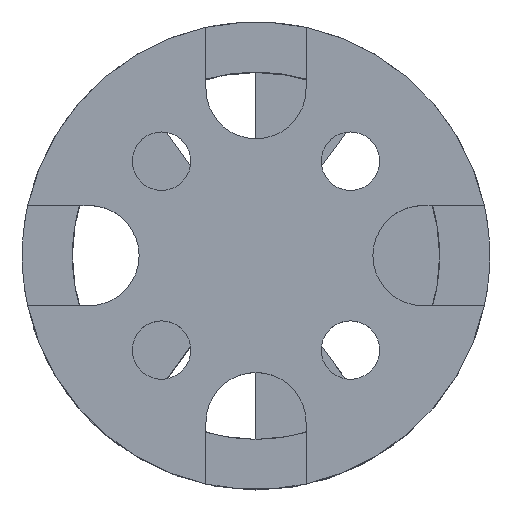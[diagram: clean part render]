
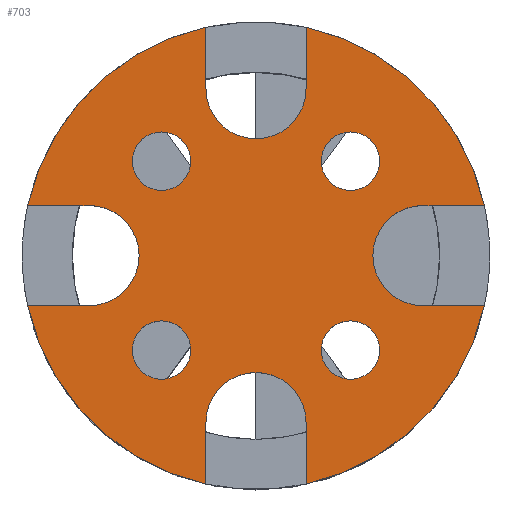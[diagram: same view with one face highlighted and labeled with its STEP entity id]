
A CAD part, top view. The second image highlights one B-rep face of the part: STEP entity #703.
In plain terms, the highlighted planar face has unit normal (0, 0, 1).
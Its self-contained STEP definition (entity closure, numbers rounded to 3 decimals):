
#5=DIRECTION('',(0.,-1.,0.));
#6=VECTOR('',#5,3.675);
#7=CARTESIAN_POINT('',(3.,-10.,5.));
#8=LINE('',#7,#6);
#9=CARTESIAN_POINT('',(0.,-10.,5.));
#10=DIRECTION('',(0.,0.,-1.));
#11=DIRECTION('',(-1.,0.,0.));
#12=AXIS2_PLACEMENT_3D('',#9,#10,#11);
#14=DIRECTION('',(0.,1.,0.));
#15=VECTOR('',#14,3.675);
#16=CARTESIAN_POINT('',(-3.,-13.675,5.));
#17=LINE('',#16,#15);
#18=CARTESIAN_POINT('',(0.,0.,5.));
#19=DIRECTION('',(0.,0.,1.));
#20=DIRECTION('',(-0.977,-0.214,0.));
#21=AXIS2_PLACEMENT_3D('',#18,#19,#20);
#23=DIRECTION('',(-1.,0.,0.));
#24=VECTOR('',#23,3.675);
#25=CARTESIAN_POINT('',(-10.,-3.,5.));
#26=LINE('',#25,#24);
#27=CARTESIAN_POINT('',(-10.,0.,5.));
#28=DIRECTION('',(0.,0.,-1.));
#29=DIRECTION('',(0.,1.,0.));
#30=AXIS2_PLACEMENT_3D('',#27,#28,#29);
#32=DIRECTION('',(1.,0.,0.));
#33=VECTOR('',#32,3.675);
#34=CARTESIAN_POINT('',(-13.675,3.,5.));
#35=LINE('',#34,#33);
#36=CARTESIAN_POINT('',(0.,0.,5.));
#37=DIRECTION('',(0.,0.,1.));
#38=DIRECTION('',(-0.214,0.977,0.));
#39=AXIS2_PLACEMENT_3D('',#36,#37,#38);
#41=DIRECTION('',(0.,-1.,0.));
#42=VECTOR('',#41,3.675);
#43=CARTESIAN_POINT('',(-3.,13.675,5.));
#44=LINE('',#43,#42);
#45=CARTESIAN_POINT('',(0.,10.,5.));
#46=DIRECTION('',(0.,0.,1.));
#47=DIRECTION('',(-1.,0.,0.));
#48=AXIS2_PLACEMENT_3D('',#45,#46,#47);
#50=DIRECTION('',(0.,1.,0.));
#51=VECTOR('',#50,3.675);
#52=CARTESIAN_POINT('',(3.,10.,5.));
#53=LINE('',#52,#51);
#54=CARTESIAN_POINT('',(0.,0.,5.));
#55=DIRECTION('',(0.,0.,1.));
#56=DIRECTION('',(0.977,0.214,0.));
#57=AXIS2_PLACEMENT_3D('',#54,#55,#56);
#59=DIRECTION('',(-1.,0.,0.));
#60=VECTOR('',#59,3.675);
#61=CARTESIAN_POINT('',(13.675,3.,5.));
#62=LINE('',#61,#60);
#63=CARTESIAN_POINT('',(10.,0.,5.));
#64=DIRECTION('',(0.,0.,1.));
#65=DIRECTION('',(0.,1.,0.));
#66=AXIS2_PLACEMENT_3D('',#63,#64,#65);
#68=DIRECTION('',(1.,0.,0.));
#69=VECTOR('',#68,3.675);
#70=CARTESIAN_POINT('',(10.,-3.,5.));
#71=LINE('',#70,#69);
#72=CARTESIAN_POINT('',(0.,0.,5.));
#73=DIRECTION('',(0.,0.,1.));
#74=DIRECTION('',(0.214,-0.977,0.));
#75=AXIS2_PLACEMENT_3D('',#72,#73,#74);
#77=CARTESIAN_POINT('',(-5.657,5.657,5.));
#78=DIRECTION('',(0.,0.,1.));
#79=DIRECTION('',(1.,0.,0.));
#80=AXIS2_PLACEMENT_3D('',#77,#78,#79);
#82=CARTESIAN_POINT('',(-5.657,5.657,5.));
#83=DIRECTION('',(0.,0.,1.));
#84=DIRECTION('',(-1.,0.,0.));
#85=AXIS2_PLACEMENT_3D('',#82,#83,#84);
#87=CARTESIAN_POINT('',(5.657,-5.657,5.));
#88=DIRECTION('',(0.,0.,1.));
#89=DIRECTION('',(1.,0.,0.));
#90=AXIS2_PLACEMENT_3D('',#87,#88,#89);
#92=CARTESIAN_POINT('',(5.657,-5.657,5.));
#93=DIRECTION('',(0.,0.,1.));
#94=DIRECTION('',(-1.,0.,0.));
#95=AXIS2_PLACEMENT_3D('',#92,#93,#94);
#97=CARTESIAN_POINT('',(-5.657,-5.657,5.));
#98=DIRECTION('',(0.,0.,-1.));
#99=DIRECTION('',(1.,0.,0.));
#100=AXIS2_PLACEMENT_3D('',#97,#98,#99);
#102=CARTESIAN_POINT('',(-5.657,-5.657,5.));
#103=DIRECTION('',(0.,0.,-1.));
#104=DIRECTION('',(-1.,0.,0.));
#105=AXIS2_PLACEMENT_3D('',#102,#103,#104);
#107=CARTESIAN_POINT('',(5.657,5.657,5.));
#108=DIRECTION('',(0.,0.,-1.));
#109=DIRECTION('',(1.,0.,0.));
#110=AXIS2_PLACEMENT_3D('',#107,#108,#109);
#112=CARTESIAN_POINT('',(5.657,5.657,5.));
#113=DIRECTION('',(0.,0.,-1.));
#114=DIRECTION('',(-1.,0.,0.));
#115=AXIS2_PLACEMENT_3D('',#112,#113,#114);
#489=CARTESIAN_POINT('',(10.,3.,5.));
#490=CARTESIAN_POINT('',(10.,-3.,5.));
#491=VERTEX_POINT('',#489);
#492=VERTEX_POINT('',#490);
#493=CARTESIAN_POINT('',(13.675,-3.,5.));
#494=VERTEX_POINT('',#493);
#495=CARTESIAN_POINT('',(13.675,3.,5.));
#496=VERTEX_POINT('',#495);
#525=CARTESIAN_POINT('',(-10.,3.,5.));
#527=VERTEX_POINT('',#525);
#529=CARTESIAN_POINT('',(-10.,-3.,5.));
#531=VERTEX_POINT('',#529);
#533=CARTESIAN_POINT('',(-13.675,-3.,5.));
#534=VERTEX_POINT('',#533);
#535=CARTESIAN_POINT('',(-13.675,3.,5.));
#536=VERTEX_POINT('',#535);
#545=CARTESIAN_POINT('',(3.,10.,5.));
#546=CARTESIAN_POINT('',(3.,13.675,5.));
#547=VERTEX_POINT('',#545);
#548=VERTEX_POINT('',#546);
#549=CARTESIAN_POINT('',(-3.,13.675,5.));
#550=CARTESIAN_POINT('',(-3.,10.,5.));
#551=VERTEX_POINT('',#549);
#552=VERTEX_POINT('',#550);
#577=CARTESIAN_POINT('',(3.,-10.,5.));
#579=VERTEX_POINT('',#577);
#581=CARTESIAN_POINT('',(-3.,-10.,5.));
#583=VERTEX_POINT('',#581);
#585=CARTESIAN_POINT('',(3.,-13.675,5.));
#586=VERTEX_POINT('',#585);
#587=CARTESIAN_POINT('',(-3.,-13.675,5.));
#588=VERTEX_POINT('',#587);
#593=CARTESIAN_POINT('',(-3.907,5.657,5.));
#594=CARTESIAN_POINT('',(-7.407,5.657,5.));
#595=VERTEX_POINT('',#593);
#596=VERTEX_POINT('',#594);
#597=CARTESIAN_POINT('',(7.407,-5.657,5.));
#598=CARTESIAN_POINT('',(3.907,-5.657,5.));
#599=VERTEX_POINT('',#597);
#600=VERTEX_POINT('',#598);
#609=CARTESIAN_POINT('',(-3.907,-5.657,5.));
#611=VERTEX_POINT('',#609);
#613=CARTESIAN_POINT('',(-7.407,-5.657,5.));
#615=VERTEX_POINT('',#613);
#617=CARTESIAN_POINT('',(7.407,5.657,5.));
#619=VERTEX_POINT('',#617);
#621=CARTESIAN_POINT('',(3.907,5.657,5.));
#623=VERTEX_POINT('',#621);
#641=CARTESIAN_POINT('',(0.,0.,5.));
#642=DIRECTION('',(0.,0.,1.));
#643=DIRECTION('',(1.,0.,0.));
#644=AXIS2_PLACEMENT_3D('',#641,#642,#643);
#645=PLANE('',#644);
#647=ORIENTED_EDGE('',*,*,#646,.F.);
#649=ORIENTED_EDGE('',*,*,#648,.F.);
#651=ORIENTED_EDGE('',*,*,#650,.F.);
#653=ORIENTED_EDGE('',*,*,#652,.F.);
#655=ORIENTED_EDGE('',*,*,#654,.F.);
#657=ORIENTED_EDGE('',*,*,#656,.F.);
#659=ORIENTED_EDGE('',*,*,#658,.F.);
#661=ORIENTED_EDGE('',*,*,#660,.F.);
#663=ORIENTED_EDGE('',*,*,#662,.T.);
#664=ORIENTED_EDGE('',*,*,#630,.T.);
#666=ORIENTED_EDGE('',*,*,#665,.T.);
#668=ORIENTED_EDGE('',*,*,#667,.F.);
#670=ORIENTED_EDGE('',*,*,#669,.T.);
#672=ORIENTED_EDGE('',*,*,#671,.T.);
#674=ORIENTED_EDGE('',*,*,#673,.T.);
#676=ORIENTED_EDGE('',*,*,#675,.F.);
#677=EDGE_LOOP('',(#647,#649,#651,#653,#655,#657,#659,#661,#663,#664,#666,#668,
#670,#672,#674,#676));
#678=FACE_OUTER_BOUND('',#677,.F.);
#680=ORIENTED_EDGE('',*,*,#679,.T.);
#682=ORIENTED_EDGE('',*,*,#681,.T.);
#683=EDGE_LOOP('',(#680,#682));
#684=FACE_BOUND('',#683,.F.);
#686=ORIENTED_EDGE('',*,*,#685,.T.);
#688=ORIENTED_EDGE('',*,*,#687,.T.);
#689=EDGE_LOOP('',(#686,#688));
#690=FACE_BOUND('',#689,.F.);
#692=ORIENTED_EDGE('',*,*,#691,.F.);
#694=ORIENTED_EDGE('',*,*,#693,.F.);
#695=EDGE_LOOP('',(#692,#694));
#696=FACE_BOUND('',#695,.F.);
#698=ORIENTED_EDGE('',*,*,#697,.F.);
#700=ORIENTED_EDGE('',*,*,#699,.F.);
#701=EDGE_LOOP('',(#698,#700));
#702=FACE_BOUND('',#701,.F.);
#703=ADVANCED_FACE('',(#678,#684,#690,#696,#702),#645,.T.);
#13=CIRCLE('',#12,3.);
#22=CIRCLE('',#21,14.);
#31=CIRCLE('',#30,3.);
#40=CIRCLE('',#39,14.);
#49=CIRCLE('',#48,3.);
#58=CIRCLE('',#57,14.);
#67=CIRCLE('',#66,3.);
#76=CIRCLE('',#75,14.);
#81=CIRCLE('',#80,1.75);
#86=CIRCLE('',#85,1.75);
#91=CIRCLE('',#90,1.75);
#96=CIRCLE('',#95,1.75);
#101=CIRCLE('',#100,1.75);
#106=CIRCLE('',#105,1.75);
#111=CIRCLE('',#110,1.75);
#116=CIRCLE('',#115,1.75);
#630=EDGE_CURVE('',#552,#547,#49,.T.);
#646=EDGE_CURVE('',#579,#586,#8,.T.);
#648=EDGE_CURVE('',#583,#579,#13,.T.);
#650=EDGE_CURVE('',#588,#583,#17,.T.);
#652=EDGE_CURVE('',#534,#588,#22,.T.);
#654=EDGE_CURVE('',#531,#534,#26,.T.);
#656=EDGE_CURVE('',#527,#531,#31,.T.);
#658=EDGE_CURVE('',#536,#527,#35,.T.);
#660=EDGE_CURVE('',#551,#536,#40,.T.);
#662=EDGE_CURVE('',#551,#552,#44,.T.);
#665=EDGE_CURVE('',#547,#548,#53,.T.);
#667=EDGE_CURVE('',#496,#548,#58,.T.);
#669=EDGE_CURVE('',#496,#491,#62,.T.);
#671=EDGE_CURVE('',#491,#492,#67,.T.);
#673=EDGE_CURVE('',#492,#494,#71,.T.);
#675=EDGE_CURVE('',#586,#494,#76,.T.);
#679=EDGE_CURVE('',#595,#596,#81,.T.);
#681=EDGE_CURVE('',#596,#595,#86,.T.);
#685=EDGE_CURVE('',#599,#600,#91,.T.);
#687=EDGE_CURVE('',#600,#599,#96,.T.);
#691=EDGE_CURVE('',#611,#615,#101,.T.);
#693=EDGE_CURVE('',#615,#611,#106,.T.);
#697=EDGE_CURVE('',#619,#623,#111,.T.);
#699=EDGE_CURVE('',#623,#619,#116,.T.);
